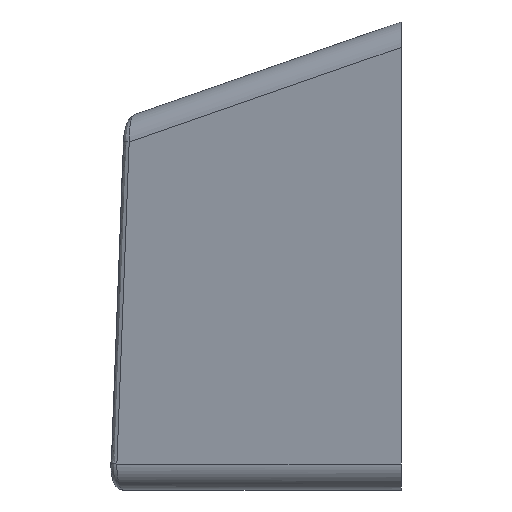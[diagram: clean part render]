
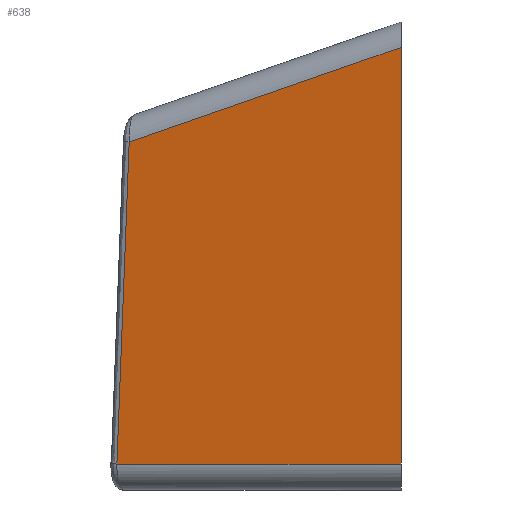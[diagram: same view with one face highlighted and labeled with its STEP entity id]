
A CAD part, left-side view. The second image highlights one B-rep face of the part: STEP entity #638.
In plain terms, the highlighted planar face has unit normal (-0.972, 0.237, 0).
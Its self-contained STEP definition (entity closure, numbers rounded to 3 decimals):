
#18=PLANE('',#691);
#44=LINE('',#1253,#91);
#46=LINE('',#1259,#93);
#47=LINE('',#1260,#94);
#91=VECTOR('',#741,10.);
#93=VECTOR('',#747,1.);
#94=VECTOR('',#748,10.);
#152=FACE_OUTER_BOUND('',#190,.T.);
#190=EDGE_LOOP('',(#466,#467,#468,#469));
#239=B_SPLINE_CURVE_WITH_KNOTS('',3,(#1210,#1211,#1212,#1213,#1214,#1215),
 .UNSPECIFIED.,.F.,.F.,(4,2,4),(0.,1.075,1.24),
 .UNSPECIFIED.);
#283=VERTEX_POINT('',#1159);
#286=VERTEX_POINT('',#1208);
#287=VERTEX_POINT('',#1252);
#289=VERTEX_POINT('',#1258);
#355=EDGE_CURVE('',#286,#283,#239,.T.);
#358=EDGE_CURVE('',#283,#287,#44,.T.);
#361=EDGE_CURVE('',#286,#289,#46,.T.);
#362=EDGE_CURVE('',#287,#289,#47,.T.);
#466=ORIENTED_EDGE('',*,*,#355,.F.);
#467=ORIENTED_EDGE('',*,*,#361,.T.);
#468=ORIENTED_EDGE('',*,*,#362,.F.);
#469=ORIENTED_EDGE('',*,*,#358,.F.);
#638=ADVANCED_FACE('',(#152),#18,.T.);
#691=AXIS2_PLACEMENT_3D('',#1257,#745,#746);
#741=DIRECTION('',(-0.224,-0.92,0.32));
#745=DIRECTION('center_axis',(-0.972,0.237,0.));
#746=DIRECTION('ref_axis',(0.,0.,1.));
#747=DIRECTION('',(-0.237,-0.972,0.));
#748=DIRECTION('',(0.,0.,-1.));
#1159=CARTESIAN_POINT('',(-6.454,10.456,4.387));
#1208=CARTESIAN_POINT('',(-6.339,10.93,-8.));
#1210=CARTESIAN_POINT('Ctrl Pts',(-6.339,10.93,-8.));
#1211=CARTESIAN_POINT('Ctrl Pts',(-6.372,10.792,-4.42));
#1212=CARTESIAN_POINT('Ctrl Pts',(-6.406,10.655,-0.841));
#1213=CARTESIAN_POINT('Ctrl Pts',(-6.444,10.498,3.288));
#1214=CARTESIAN_POINT('Ctrl Pts',(-6.449,10.477,3.838));
#1215=CARTESIAN_POINT('Ctrl Pts',(-6.454,10.456,4.387));
#1252=CARTESIAN_POINT('',(-9.,0.,8.024));
#1253=CARTESIAN_POINT('',(-5.959,12.491,3.679));
#1257=CARTESIAN_POINT('Origin',(-6.2,11.5,5.));
#1258=CARTESIAN_POINT('',(-9.,0.,-8.));
#1259=CARTESIAN_POINT('',(-6.2,11.5,-8.));
#1260=CARTESIAN_POINT('',(-9.,0.,9.));
